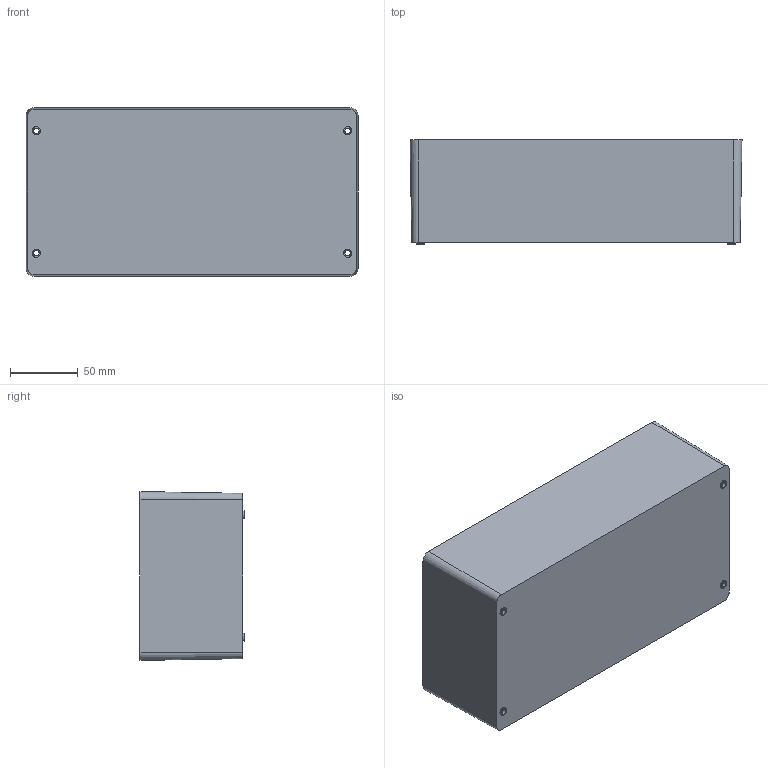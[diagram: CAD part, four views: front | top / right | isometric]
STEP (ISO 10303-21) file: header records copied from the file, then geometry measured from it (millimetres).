
FILE_DESCRIPTION (( 'STEP AP203' ), '1' );
FILE_NAME ('FIBOX_EU122408B.STEP', '2005-08-31T09:59:00', ( ' ' ), ( ' ' ), 'SwSTEP 2.0', 'SolidWorks 2005187', '' );
FILE_SCHEMA (( 'CONFIG_CONTROL_DESIGN' ));
Length unit declared in the file: millimetre
Products named in the file (1): FIBOX_EU122408B
Bounding box: 244.2 x 76.5 x 124.2 mm (x, y, z)
Volume: 302127.4 mm3; surface area: 176533 mm2
Topology: 1 solids, 1 shells, 306 faces, 705 edges, 470 vertices
Faces by surface type: cylinder 152, plane 146, cone 8
Entity records: 8882 total; most frequent: DIRECTION 1639, CARTESIAN_POINT 1482, ORIENTED_EDGE 1410, EDGE_CURVE 705, AXIS2_PLACEMENT_3D 627, VERTEX_POINT 470, LINE 385, VECTOR 385
